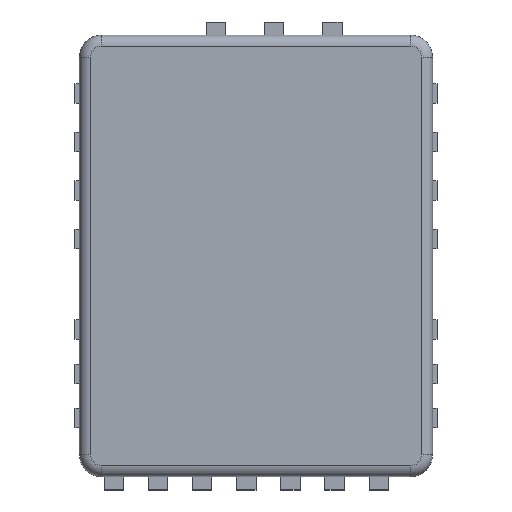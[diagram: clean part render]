
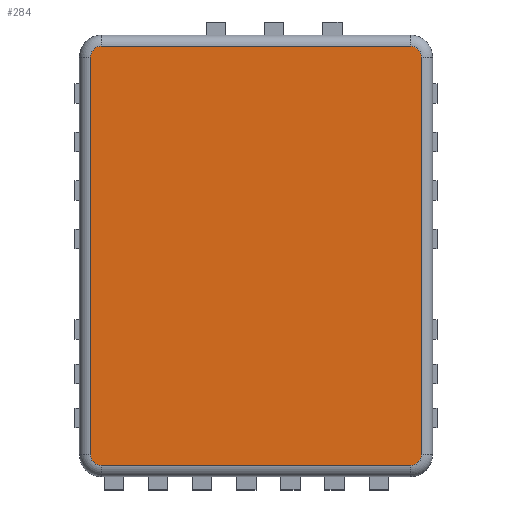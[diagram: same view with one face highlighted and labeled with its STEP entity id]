
A CAD part, top view. The second image highlights one B-rep face of the part: STEP entity #284.
In plain terms, the highlighted planar face has unit normal (0, 0, 1).
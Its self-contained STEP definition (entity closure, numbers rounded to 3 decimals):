
#12=DIRECTION('',(0.,0.,1.));
#13=DIRECTION('',(1.,0.,0.));
#15=DIRECTION('',(1.,0.,0.));
#42=VECTOR('',#43,1.);
#43=DIRECTION('',(0.,1.,0.));
#56=DIRECTION('',(-1.,0.,0.));
#114=VERTEX_POINT('',#115);
#115=CARTESIAN_POINT('',(1.875,-2.25,1.1));
#119=ORIENTED_EDGE('',*,*,#120,.T.);
#120=EDGE_CURVE('',#114,#121,#123,.T.);
#121=VERTEX_POINT('',#122);
#122=CARTESIAN_POINT('',(1.875,2.25,1.1));
#123=LINE('',#115,#42);
#148=DIRECTION('',(0.,-1.,0.));
#179=VERTEX_POINT('',#180);
#180=CARTESIAN_POINT('',(1.75,2.375,1.1));
#185=EDGE_CURVE('',#121,#179,#186,.T.);
#186=CIRCLE('',#187,0.125);
#187=AXIS2_PLACEMENT_3D('',#188,#12,#13);
#188=CARTESIAN_POINT('',(1.75,2.25,1.1));
#198=VECTOR('',#56,1.);
#242=DIRECTION('',(0.,1.,0.));
#249=VECTOR('',#148,1.);
#261=VECTOR('',#15,1.);
#271=VERTEX_POINT('',#272);
#272=CARTESIAN_POINT('',(1.75,-2.375,1.1));
#279=EDGE_CURVE('',#271,#114,#280,.T.);
#280=CIRCLE('',#281,0.125);
#281=AXIS2_PLACEMENT_3D('',#282,#12,#148);
#282=CARTESIAN_POINT('',(1.75,-2.25,1.1));
#284=ADVANCED_FACE('',(#285),#316,.T.);
#285=FACE_BOUND('',#286,.T.);
#286=EDGE_LOOP('',(#287,#292,#299,#304,#311,#314,#119,#315));
#287=ORIENTED_EDGE('',*,*,#288,.T.);
#288=EDGE_CURVE('',#179,#289,#291,.T.);
#289=VERTEX_POINT('',#290);
#290=CARTESIAN_POINT('',(-1.75,2.375,1.1));
#291=LINE('',#180,#198);
#292=ORIENTED_EDGE('',*,*,#293,.T.);
#293=EDGE_CURVE('',#289,#294,#296,.T.);
#294=VERTEX_POINT('',#295);
#295=CARTESIAN_POINT('',(-1.875,2.25,1.1));
#296=CIRCLE('',#297,0.125);
#297=AXIS2_PLACEMENT_3D('',#298,#12,#242);
#298=CARTESIAN_POINT('',(-1.75,2.25,1.1));
#299=ORIENTED_EDGE('',*,*,#300,.T.);
#300=EDGE_CURVE('',#294,#301,#303,.T.);
#301=VERTEX_POINT('',#302);
#302=CARTESIAN_POINT('',(-1.875,-2.25,1.1));
#303=LINE('',#295,#249);
#304=ORIENTED_EDGE('',*,*,#305,.T.);
#305=EDGE_CURVE('',#301,#306,#308,.T.);
#306=VERTEX_POINT('',#307);
#307=CARTESIAN_POINT('',(-1.75,-2.375,1.1));
#308=CIRCLE('',#309,0.125);
#309=AXIS2_PLACEMENT_3D('',#310,#12,#56);
#310=CARTESIAN_POINT('',(-1.75,-2.25,1.1));
#311=ORIENTED_EDGE('',*,*,#312,.T.);
#312=EDGE_CURVE('',#306,#271,#313,.T.);
#313=LINE('',#307,#261);
#314=ORIENTED_EDGE('',*,*,#279,.T.);
#315=ORIENTED_EDGE('',*,*,#185,.T.);
#316=PLANE('',#317);
#317=AXIS2_PLACEMENT_3D('',#318,#12,#13);
#318=CARTESIAN_POINT('',(0.,0.,1.1));
